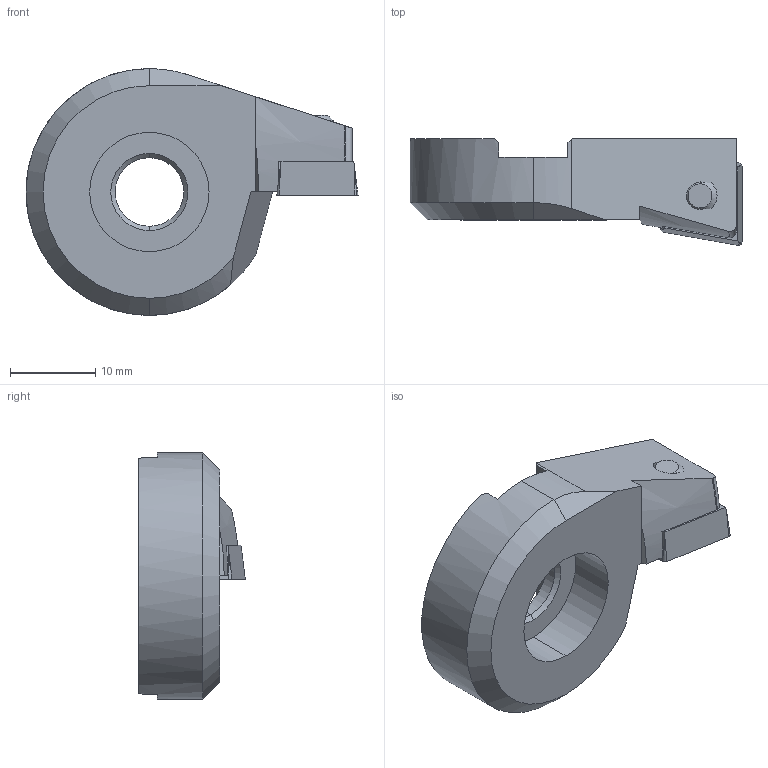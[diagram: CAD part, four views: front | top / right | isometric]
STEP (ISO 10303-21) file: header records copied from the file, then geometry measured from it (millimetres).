
FILE_DESCRIPTION(('no description'),'unknown implementation level');
FILE_NAME('7B733781-282B-487F-9E91-7D25E0556DFA_export.stp',' ',('CIMSOURCE GmbH'),('CADClick - KiM GmbH - www.kimweb.de'),'unknown preprocess','ACIS','unknown authorization');
FILE_SCHEMA(('automotive_design'));
Length unit declared in the file: millimetre
Products named in the file (3): 626.361 Kaiser ENH 61 CC09 68-100|694.141 ETL M4x9.2 T15 IP 10S;Kreismuster1; 626.361 Kaiser ENH 61 CC09 68-100|Wendeplatte CCMT 09T304;Schnitt-Rotation1; 626.361 Kaiser ENH 61 CC09 68-100|626.361 Kaiser Wendeplattenhalter;Linear austragen20
Bounding box: 38.96 x 12.48 x 28.95 mm (x, y, z)
Volume: 5664.7 mm3; surface area: 3291.8 mm2
Topology: 3 solids, 3 shells, 112 faces, 288 edges, 177 vertices
Faces by surface type: cylinder 46, plane 37, cone 19, torus 10
Entity records: 6708 total; most frequent: CARTESIAN_POINT 664, DIRECTION 639, STYLED_ITEM 574, PRESENTATION_STYLE_ASSIGNMENT 574, COLOUR_RGB 574, ORIENTED_EDGE 564, EDGE_CURVE 282, CURVE_STYLE 282
